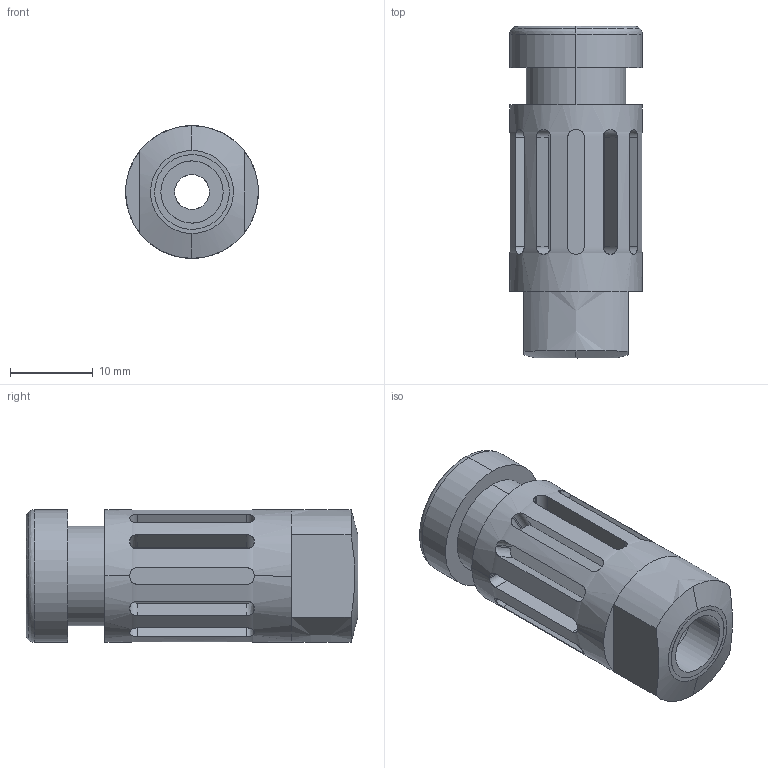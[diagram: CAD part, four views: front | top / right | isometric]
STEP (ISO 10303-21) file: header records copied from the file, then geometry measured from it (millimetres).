
FILE_DESCRIPTION(/* description */ (''),/* implementation_level */ '2;1');
FILE_NAME(/* name */ 'PEEK_M~1',/* time_stamp */ '2014-10-14T14:02:46+02:00',/* author */ (''),/* organization */ (''),/* preprocessor_version */ 'ST-DEVELOPER v14',/* originating_system */ '',/* authorisation */ '');
FILE_SCHEMA (('AUTOMOTIVE_DESIGN'));
Length unit declared in the file: millimetre
Products named in the file (1): Document
Bounding box: 16 x 40.02 x 16 mm (x, y, z)
Volume: 5237.6 mm3; surface area: 4304.7 mm2
Topology: 1 solids, 1 shells, 145 faces, 374 edges, 246 vertices
Faces by surface type: bspline 74, plane 71
Entity records: 7392 total; most frequent: CARTESIAN_POINT 5058, ORIENTED_EDGE 748, EDGE_CURVE 374, B_SPLINE_CURVE_WITH_KNOTS 255, VERTEX_POINT 246, EDGE_LOOP 162, ADVANCED_FACE 145, FACE_OUTER_BOUND 145
